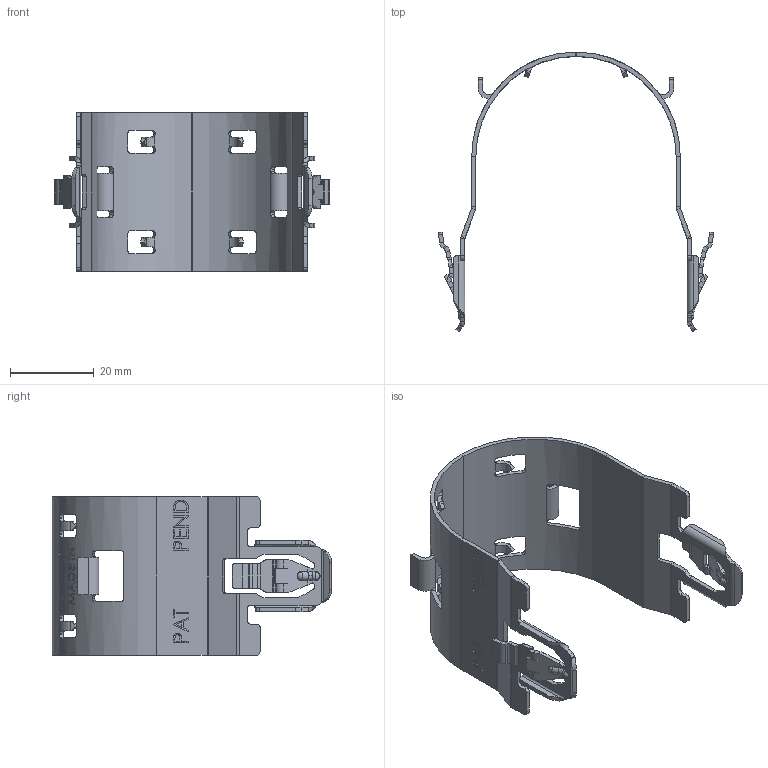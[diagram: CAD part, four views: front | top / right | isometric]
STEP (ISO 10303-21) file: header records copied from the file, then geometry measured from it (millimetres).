
FILE_DESCRIPTION (( 'STEP AP203' ), '1' );
FILE_NAME ('CC-112R.STEP', '2021-01-14T05:25:36', ( '' ), ( '' ), 'SwSTEP 2.0', 'SolidWorks 2019', '' );
FILE_SCHEMA (( 'CONFIG_CONTROL_DESIGN' ));
Length unit declared in the file: millimetre
Products named in the file (1): CC-112R
Bounding box: 65.82 x 66.93 x 38 mm (x, y, z)
Volume: 5050.8 mm3; surface area: 11110.2 mm2
Topology: 1 solids, 1 shells, 943 faces, 2426 edges, 1524 vertices
Faces by surface type: plane 499, cylinder 246, bspline 164, torus 26, sphere 8
Entity records: 41181 total; most frequent: CARTESIAN_POINT 19610, ORIENTED_EDGE 4852, DIRECTION 3815, EDGE_CURVE 2426, VERTEX_POINT 1524, LINE 1315, VECTOR 1315, AXIS2_PLACEMENT_3D 1250
